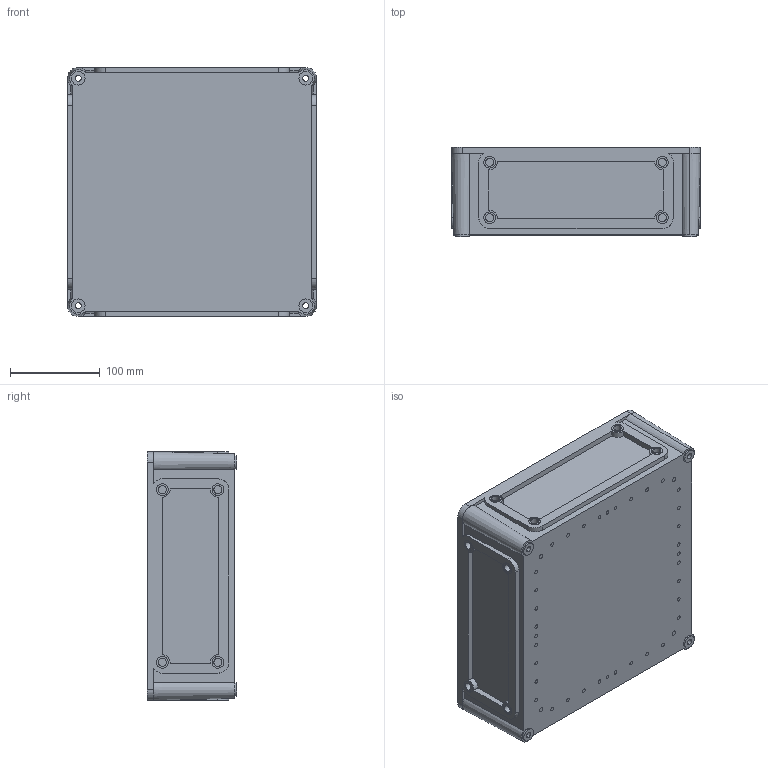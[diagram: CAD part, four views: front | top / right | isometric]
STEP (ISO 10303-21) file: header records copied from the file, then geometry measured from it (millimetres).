
FILE_DESCRIPTION (( 'STEP AP214' ), '1' );
FILE_NAME ('Fibox_EKOE_280x280x100_B.STEP', '2015-10-23T05:08:15', ( '' ), ( '' ), 'SwSTEP 2.0', 'SolidWorks 2014', '' );
FILE_SCHEMA (( 'AUTOMOTIVE_DESIGN' ));
Length unit declared in the file: millimetre
Products named in the file (1): Fibox_EKOE_280x280x100_B
Bounding box: 279 x 100 x 279 mm (x, y, z)
Volume: 839064 mm3; surface area: 408481.4 mm2
Topology: 1 solids, 1 shells, 761 faces, 1818 edges, 1204 vertices
Faces by surface type: cylinder 420, plane 322, cone 19
Entity records: 22931 total; most frequent: DIRECTION 4168, CARTESIAN_POINT 3880, ORIENTED_EDGE 3636, EDGE_CURVE 1818, AXIS2_PLACEMENT_3D 1620, VERTEX_POINT 1204, VECTOR 928, LINE 928
